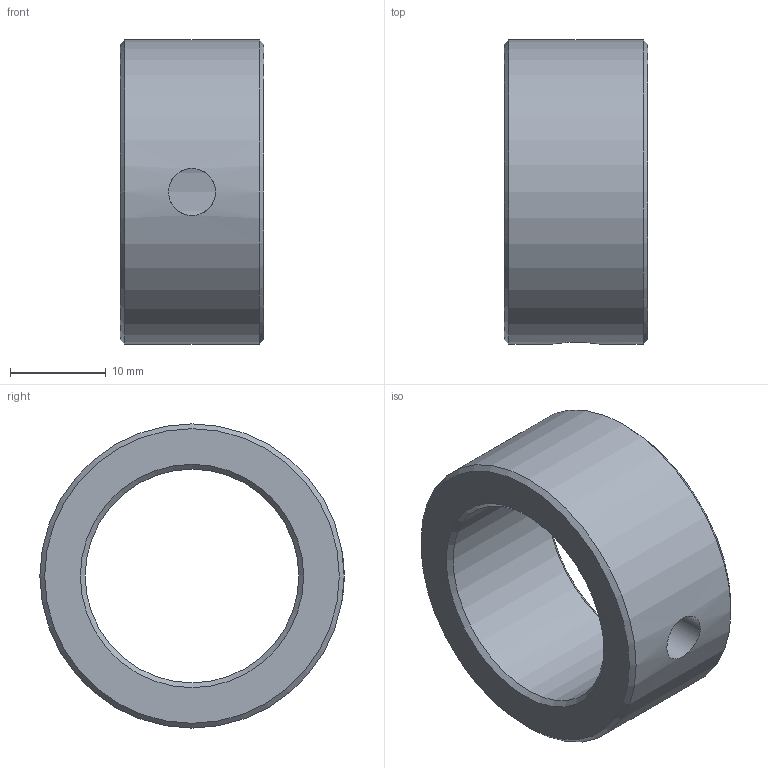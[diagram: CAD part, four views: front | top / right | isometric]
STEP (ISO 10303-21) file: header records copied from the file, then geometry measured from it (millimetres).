
FILE_DESCRIPTION(/* description */ ('Anel Fixador Rolete','CAx-IF Rec.Pracs.---Representation and Presentation of Product Manufacturing Information (PMI)---4.0---2014-10-13'),/* implementation_level */ '2;1');
FILE_NAME(/* name */ 'MD03-007-0808-0031.stp',/* time_stamp */ '2025-08-15T14:53:22-04:00',/* author */ ('wandr'),/* organization */ ('ELGIN'),/* preprocessor_version */ 'ST-DEVELOPER v20.1',/* originating_system */ 'Autodesk Inventor 2026',/* authorisation */ '');
FILE_SCHEMA (('AP242_MANAGED_MODEL_BASED_3D_ENGINEERING_MIM_LF { 1 0 10303 442 2 1 4 }'));
Length unit declared in the file: millimetre
Products named in the file (1): MD03-007-0808-0031
Bounding box: 15 x 31.75 x 31.75 mm (x, y, z)
Volume: 5884.9 mm3; surface area: 3285.4 mm2
Topology: 1 solids, 1 shells, 9 faces, 27 edges, 18 vertices
Faces by surface type: cone 4, cylinder 3, plane 2
Full cylindrical faces by diameter (mm): 4.917 x1, 22.3 x1, 31.75 x1
Entity records: 583 total; most frequent: CARTESIAN_POINT 157, DIRECTION 85, ORIENTED_EDGE 54, AXIS2_PLACEMENT_3D 38, EDGE_CURVE 27, VERTEX_POINT 18, CIRCLE 12, STYLED_ITEM 11
